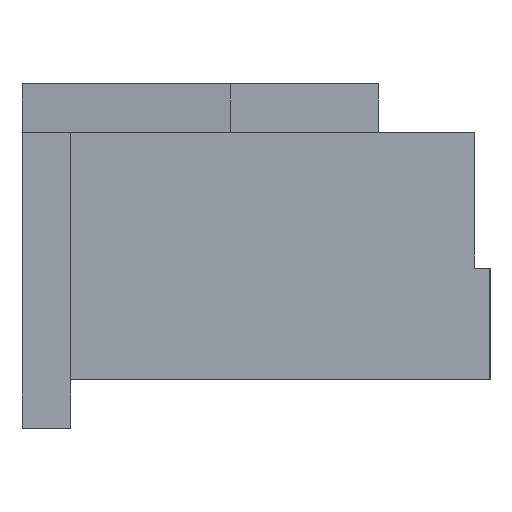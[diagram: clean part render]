
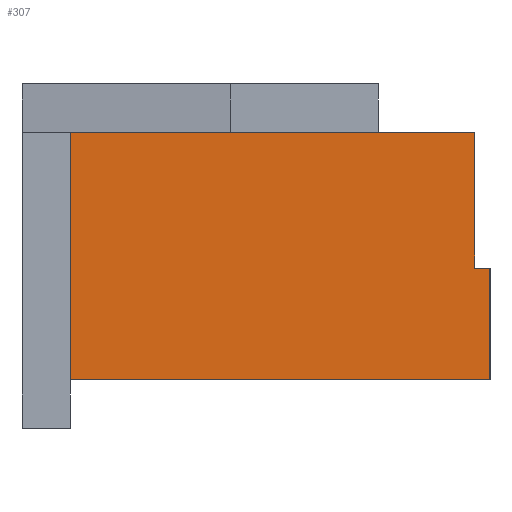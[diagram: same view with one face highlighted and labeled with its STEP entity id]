
A CAD part, left-side view. The second image highlights one B-rep face of the part: STEP entity #307.
In plain terms, the highlighted planar face has unit normal (-1, 0, 0).
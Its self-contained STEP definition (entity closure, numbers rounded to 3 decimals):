
#292 = ORIENTED_EDGE ( 'NONE', *, *, #1578, .F. ) ;
#293 = ORIENTED_EDGE ( 'NONE', *, *, #1089, .F. ) ;
#295 = ORIENTED_EDGE ( 'NONE', *, *, #1298, .F. ) ;
#297 = ORIENTED_EDGE ( 'NONE', *, *, #912, .F. ) ;
#301 = ORIENTED_EDGE ( 'NONE', *, *, #1160, .T. ) ;
#302 = ORIENTED_EDGE ( 'NONE', *, *, #463, .F. ) ;
#304 = EDGE_LOOP ( 'NONE', ( #302, #301, #295, #297, #293, #292 ) ) ;
#307 = ADVANCED_FACE ( 'NONE', ( #2571 ), #2570, .F. ) ;
#463 = EDGE_CURVE ( 'NONE', #472, #474, #2843, .T. ) ;
#472 = VERTEX_POINT ( 'NONE', #2891 ) ;
#474 = VERTEX_POINT ( 'NONE', #2890 ) ;
#910 = VERTEX_POINT ( 'NONE', #3535 ) ;
#912 = EDGE_CURVE ( 'NONE', #959, #910, #3533, .T. ) ;
#959 = VERTEX_POINT ( 'NONE', #3655 ) ;
#1089 = EDGE_CURVE ( 'NONE', #2795, #959, #3841, .T. ) ;
#1160 = EDGE_CURVE ( 'NONE', #472, #1299, #3987, .T. ) ;
#1298 = EDGE_CURVE ( 'NONE', #910, #1299, #4206, .T. ) ;
#1299 = VERTEX_POINT ( 'NONE', #4202 ) ;
#1578 = EDGE_CURVE ( 'NONE', #474, #2795, #4620, .T. ) ;
#2566 = DIRECTION ( 'NONE',  ( 0., 0., -1. ) ) ;
#2567 = DIRECTION ( 'NONE',  ( 1., 0., 0. ) ) ;
#2568 = CARTESIAN_POINT ( 'NONE',  ( -11.6, -3.875, 4.9 ) ) ;
#2569 = AXIS2_PLACEMENT_3D ( 'NONE', #2568, #2567, #2566 ) ;
#2570 = PLANE ( 'NONE',  #2569 ) ;
#2571 = FACE_OUTER_BOUND ( 'NONE', #304, .T. ) ;
#2795 = VERTEX_POINT ( 'NONE', #5510 ) ;
#2840 = DIRECTION ( 'NONE',  ( 0., -1., 0. ) ) ;
#2841 = VECTOR ( 'NONE', #2840, 1000. ) ;
#2842 = CARTESIAN_POINT ( 'NONE',  ( -11.6, 3.875, 4.9 ) ) ;
#2843 = LINE ( 'NONE', #2842, #2841 ) ;
#2890 = CARTESIAN_POINT ( 'NONE',  ( -11.6, -3.625, 4.9 ) ) ;
#2891 = CARTESIAN_POINT ( 'NONE',  ( -11.6, 3.075, 4.9 ) ) ;
#3032 = DIRECTION ( 'NONE',  ( 0., 0., -1. ) ) ;
#3299 = VECTOR ( 'NONE', #3032, 1000. ) ;
#3531 = DIRECTION ( 'NONE',  ( 0., 0., -1. ) ) ;
#3532 = CARTESIAN_POINT ( 'NONE',  ( -11.6, -3.875, 2.65 ) ) ;
#3533 = LINE ( 'NONE', #3532, #3597 ) ;
#3535 = CARTESIAN_POINT ( 'NONE',  ( -11.6, -3.875, 0.8 ) ) ;
#3597 = VECTOR ( 'NONE', #3531, 1000. ) ;
#3655 = CARTESIAN_POINT ( 'NONE',  ( -11.6, -3.875, 2.65 ) ) ;
#3838 = DIRECTION ( 'NONE',  ( 0., -1., 0. ) ) ;
#3839 = VECTOR ( 'NONE', #3838, 1000. ) ;
#3840 = CARTESIAN_POINT ( 'NONE',  ( -11.6, -3.625, 2.65 ) ) ;
#3841 = LINE ( 'NONE', #3840, #3839 ) ;
#3984 = DIRECTION ( 'NONE',  ( 0., 0., -1. ) ) ;
#3985 = VECTOR ( 'NONE', #3984, 1000. ) ;
#3986 = CARTESIAN_POINT ( 'NONE',  ( -11.6, 3.075, 4.9 ) ) ;
#3987 = LINE ( 'NONE', #3986, #3985 ) ;
#4202 = CARTESIAN_POINT ( 'NONE',  ( -11.6, 3.075, 0.8 ) ) ;
#4203 = DIRECTION ( 'NONE',  ( 0., 1., 0. ) ) ;
#4204 = VECTOR ( 'NONE', #4203, 1000. ) ;
#4205 = CARTESIAN_POINT ( 'NONE',  ( -11.6, -3.875, 0.8 ) ) ;
#4206 = LINE ( 'NONE', #4205, #4204 ) ;
#4619 = CARTESIAN_POINT ( 'NONE',  ( -11.6, -3.625, 4.9 ) ) ;
#4620 = LINE ( 'NONE', #4619, #3299 ) ;
#5510 = CARTESIAN_POINT ( 'NONE',  ( -11.6, -3.625, 2.65 ) ) ;
